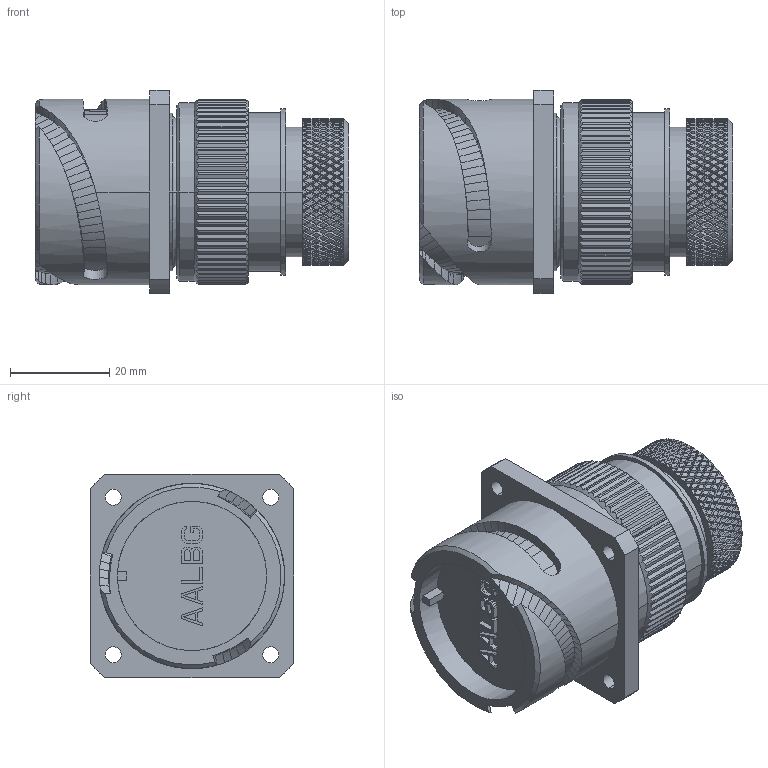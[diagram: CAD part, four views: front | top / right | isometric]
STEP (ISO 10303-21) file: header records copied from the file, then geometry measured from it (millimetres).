
FILE_DESCRIPTION((''),'2;1');
FILE_NAME('VG95234U-22_SW0001','2023-03-01T18:05:15',('paultorloting'),('NET AG system integration'),'CREO PARAMETRIC BY PTC INC, 2021404','CREO PARAMETRIC BY PTC INC, 2021404','');
FILE_SCHEMA(('AUTOMOTIVE_DESIGN { 1 0 10303 214 1 1 1 1 }'));
Products named in the file (1): VG95234U-22_SW0001
Bounding box: 63.15 x 40.99 x 40.99 mm (x, y, z)
Volume: 55444.4 mm3; surface area: 15012.8 mm2
Topology: 1 solids, 1 shells, 3459 faces, 7608 edges, 4185 vertices
Faces by surface type: plane 2697, cylinder 532, bspline 209, cone 17, torus 4
Entity records: 114771 total; most frequent: CARTESIAN_POINT 24446, ORIENTED_EDGE 15216, DIRECTION 12215, EDGE_CURVE 7608, VECTOR 4950, LINE 4950, VERTEX_POINT 4185, AXIS2_PLACEMENT_3D 3631
